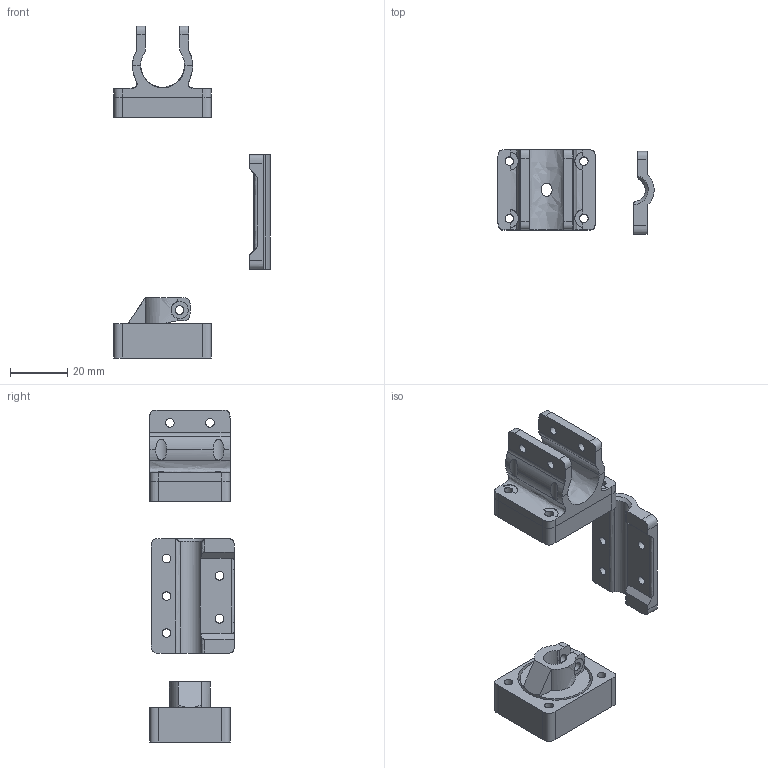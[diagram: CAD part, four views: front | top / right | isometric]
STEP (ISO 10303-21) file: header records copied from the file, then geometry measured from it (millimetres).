
FILE_DESCRIPTION(/* description */ (''),/* implementation_level */ '2;1');
FILE_NAME(/* name */ 'knife_parts',/* time_stamp */ '2025-11-27T19:46:55+03:00',/* author */ (''),/* organization */ (''),/* preprocessor_version */ 'ST-DEVELOPER v16.5',/* originating_system */ 'Rhino 7.23',/* authorisation */ '');
FILE_SCHEMA (('CONFIG_CONTROL_DESIGN'));
Length unit declared in the file: millimetre
Products named in the file (1): Document
Bounding box: 54.52 x 29.46 x 115.87 mm (x, y, z)
Volume: 14812.1 mm3; surface area: 16390.5 mm2
Topology: 4 solids, 5 shells, 181 faces, 502 edges, 327 vertices
Faces by surface type: plane 75, bspline 60, cylinder 46
Full cylindrical faces by diameter (mm): 3 x23, 22.5 x1, 24 x1, 24.3 x1, 26 x1, 26.5 x1
Entity records: 7108 total; most frequent: CARTESIAN_POINT 3791, ORIENTED_EDGE 1003, EDGE_CURVE 503, B_SPLINE_CURVE_WITH_KNOTS 336, VERTEX_POINT 327, EDGE_LOOP 230, ADVANCED_FACE 181, FACE_OUTER_BOUND 181
